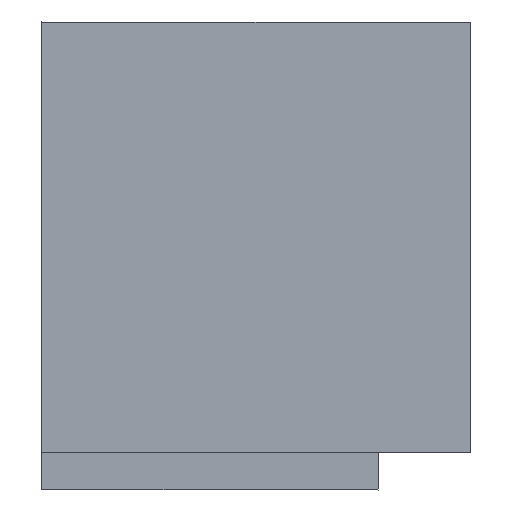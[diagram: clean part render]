
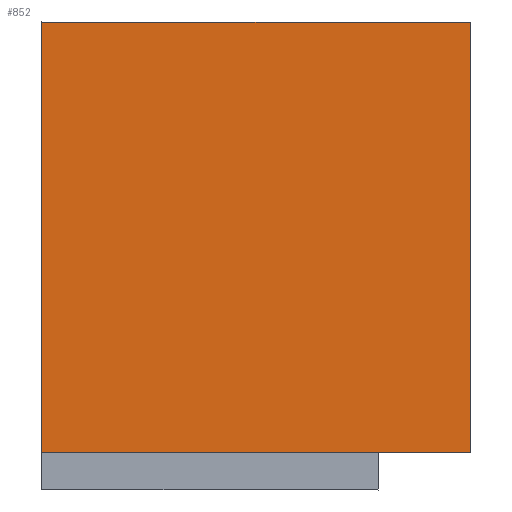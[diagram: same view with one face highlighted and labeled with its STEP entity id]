
A CAD part, front view. The second image highlights one B-rep face of the part: STEP entity #852.
In plain terms, the highlighted planar face has unit normal (0, -1, 0).
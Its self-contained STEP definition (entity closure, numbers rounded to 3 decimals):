
#122=FACE_OUTER_BOUND('',#178,.T.);
#178=EDGE_LOOP('',(#699,#700,#701,#702));
#234=LINE('',#1318,#311);
#244=LINE('',#1411,#321);
#250=LINE('',#1432,#327);
#259=LINE('',#1454,#336);
#311=VECTOR('',#1026,10.);
#321=VECTOR('',#1070,10.);
#327=VECTOR('',#1092,10.);
#336=VECTOR('',#1113,10.);
#390=VERTEX_POINT('',#1315);
#391=VERTEX_POINT('',#1317);
#405=VERTEX_POINT('',#1409);
#412=VERTEX_POINT('',#1431);
#477=EDGE_CURVE('',#391,#390,#234,.T.);
#501=EDGE_CURVE('',#405,#390,#244,.T.);
#511=EDGE_CURVE('',#412,#391,#250,.T.);
#523=EDGE_CURVE('',#412,#405,#259,.T.);
#699=ORIENTED_EDGE('',*,*,#477,.T.);
#700=ORIENTED_EDGE('',*,*,#501,.F.);
#701=ORIENTED_EDGE('',*,*,#523,.F.);
#702=ORIENTED_EDGE('',*,*,#511,.T.);
#811=PLANE('',#928);
#852=ADVANCED_FACE('',(#122),#811,.T.);
#928=AXIS2_PLACEMENT_3D('',#1459,#1118,#1119);
#1026=DIRECTION('',(0.,0.,-1.));
#1070=DIRECTION('',(-1.,0.,0.));
#1092=DIRECTION('',(-1.,0.,0.));
#1113=DIRECTION('',(0.,0.,-1.));
#1118=DIRECTION('center_axis',(0.,-1.,0.));
#1119=DIRECTION('ref_axis',(0.,0.,-1.));
#1315=CARTESIAN_POINT('',(-22.817,30.669,-19.538));
#1317=CARTESIAN_POINT('',(-22.817,30.669,6.046));
#1318=CARTESIAN_POINT('',(-22.817,30.669,-17.538));
#1409=CARTESIAN_POINT('',(2.65,30.669,-19.538));
#1411=CARTESIAN_POINT('',(-22.817,30.669,-19.538));
#1431=CARTESIAN_POINT('',(2.65,30.669,6.046));
#1432=CARTESIAN_POINT('',(2.65,30.669,6.046));
#1454=CARTESIAN_POINT('',(2.65,30.669,-19.454));
#1459=CARTESIAN_POINT('Origin',(-10.083,30.669,-6.704));
